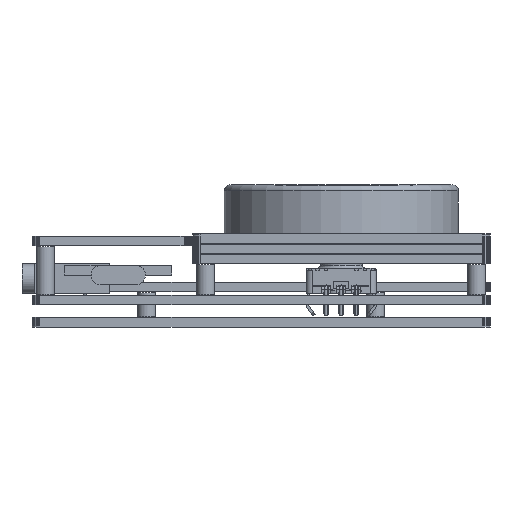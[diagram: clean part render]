
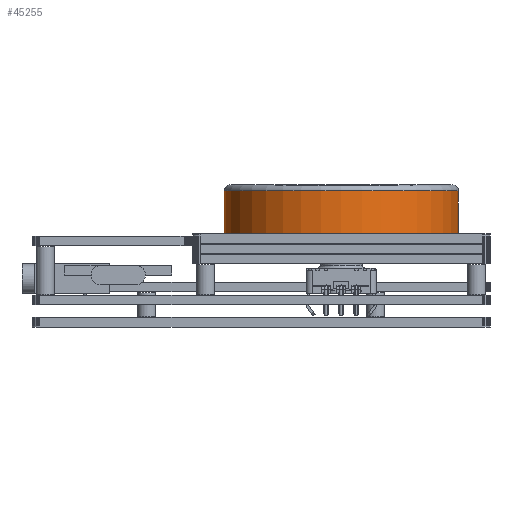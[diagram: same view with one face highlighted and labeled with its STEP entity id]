
A CAD part, left-side view. The second image highlights one B-rep face of the part: STEP entity #45255.
In plain terms, the highlighted cylindrical face has radius 19.5 mm (diameter 39 mm), a full revolution.
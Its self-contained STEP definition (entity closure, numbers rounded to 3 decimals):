
#5142=FACE_OUTER_BOUND('',#8087,.T.);
#8087=EDGE_LOOP('',(#42568,#42569,#42570,#42571,#42572));
#13309=LINE('',#74238,#18530);
#18530=VECTOR('',#60340,19.5);
#19551=CIRCLE('',#48651,19.5);
#19552=CIRCLE('',#48653,19.5);
#19553=CIRCLE('',#48654,19.5);
#23716=VERTEX_POINT('',#74231);
#23717=VERTEX_POINT('',#74234);
#23718=VERTEX_POINT('',#74235);
#30001=EDGE_CURVE('',#23716,#23716,#19551,.T.);
#30002=EDGE_CURVE('',#23717,#23718,#19552,.T.);
#30003=EDGE_CURVE('',#23718,#23717,#19553,.T.);
#30004=EDGE_CURVE('',#23718,#23716,#13309,.T.);
#42568=ORIENTED_EDGE('',*,*,#30002,.F.);
#42569=ORIENTED_EDGE('',*,*,#30003,.F.);
#42570=ORIENTED_EDGE('',*,*,#30004,.T.);
#42571=ORIENTED_EDGE('',*,*,#30001,.F.);
#42572=ORIENTED_EDGE('',*,*,#30004,.F.);
#43087=CYLINDRICAL_SURFACE('',#48652,19.5);
#45255=ADVANCED_FACE('',(#5142),#43087,.T.);
#48651=AXIS2_PLACEMENT_3D('',#74232,#60332,#60333);
#48652=AXIS2_PLACEMENT_3D('',#74233,#60334,#60335);
#48653=AXIS2_PLACEMENT_3D('',#74236,#60336,#60337);
#48654=AXIS2_PLACEMENT_3D('',#74237,#60338,#60339);
#60332=DIRECTION('center_axis',(0.,0.,
-1.));
#60333=DIRECTION('ref_axis',(-1.,0.,0.));
#60334=DIRECTION('center_axis',(0.,0.,1.));
#60335=DIRECTION('ref_axis',(-1.,0.,0.));
#60336=DIRECTION('center_axis',(0.,0.,
1.));
#60337=DIRECTION('ref_axis',(-1.,0.,0.));
#60338=DIRECTION('center_axis',(0.,0.,
1.));
#60339=DIRECTION('ref_axis',(-1.,0.,0.));
#60340=DIRECTION('',(0.,0.,-1.));
#74231=CARTESIAN_POINT('',(82.718,-80.443,12.8));
#74232=CARTESIAN_POINT('Origin',(63.218,-80.443,12.8));
#74233=CARTESIAN_POINT('Origin',(63.218,-80.443,15.8));
#74234=CARTESIAN_POINT('',(43.718,-80.443,22.65));
#74235=CARTESIAN_POINT('',(82.718,-80.443,22.65));
#74236=CARTESIAN_POINT('Origin',(63.218,-80.443,22.65));
#74237=CARTESIAN_POINT('Origin',(63.218,-80.443,22.65));
#74238=CARTESIAN_POINT('',(82.718,-80.443,15.8));
